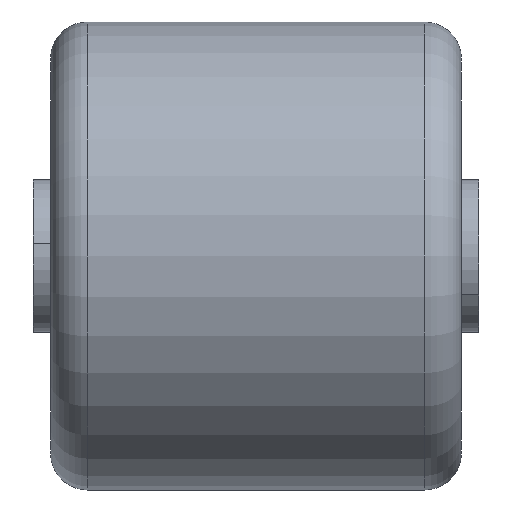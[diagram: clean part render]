
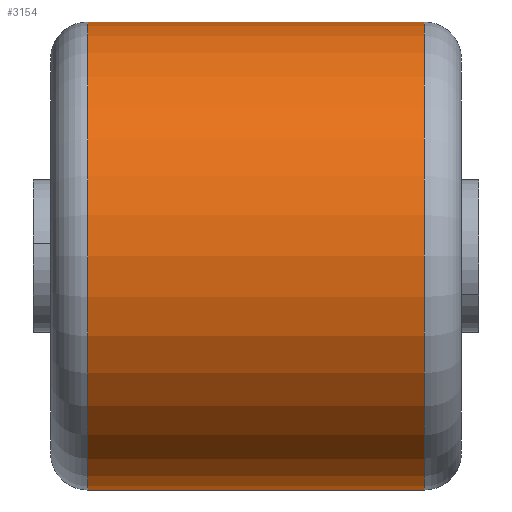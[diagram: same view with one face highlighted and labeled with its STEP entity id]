
A CAD part, front view. The second image highlights one B-rep face of the part: STEP entity #3154.
In plain terms, the highlighted cylindrical face has radius 41 mm (diameter 82 mm), a partial arc.
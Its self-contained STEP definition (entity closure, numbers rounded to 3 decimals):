
#97 = LINE ( 'NONE', #996, #3094 ) ;
#187 = CARTESIAN_POINT ( 'NONE',  ( -29.5, 0., 222.542 ) ) ;
#231 = CYLINDRICAL_SURFACE ( 'NONE', #2455, 41. ) ;
#570 = VERTEX_POINT ( 'NONE', #3166 ) ;
#662 = VERTEX_POINT ( 'NONE', #838 ) ;
#665 = DIRECTION ( 'NONE',  ( -1., 0., 0. ) ) ;
#838 = CARTESIAN_POINT ( 'NONE',  ( 29.5, 0., 140.542 ) ) ;
#865 = EDGE_CURVE ( 'NONE', #1334, #570, #2326, .T. ) ;
#947 = DIRECTION ( 'NONE',  ( 0., 0., 1. ) ) ;
#984 = VERTEX_POINT ( 'NONE', #2950 ) ;
#996 = CARTESIAN_POINT ( 'NONE',  ( -57.637, 0., 140.542 ) ) ;
#1088 = FACE_OUTER_BOUND ( 'NONE', #2901, .T. ) ;
#1175 = CARTESIAN_POINT ( 'NONE',  ( -57.637, 0., 181.542 ) ) ;
#1334 = VERTEX_POINT ( 'NONE', #187 ) ;
#1422 = VECTOR ( 'NONE', #665, 1000. ) ;
#1460 = CIRCLE ( 'NONE', #2219, 41. ) ;
#1541 = EDGE_CURVE ( 'NONE', #984, #1334, #2064, .T. ) ;
#1712 = ORIENTED_EDGE ( 'NONE', *, *, #3042, .T. ) ;
#1744 = DIRECTION ( 'NONE',  ( 0., 0., -1. ) ) ;
#1753 = ORIENTED_EDGE ( 'NONE', *, *, #865, .T. ) ;
#1991 = DIRECTION ( 'NONE',  ( -1., 0., 0. ) ) ;
#2064 = LINE ( 'NONE', #2319, #1422 ) ;
#2108 = DIRECTION ( 'NONE',  ( -1., 0., 0. ) ) ;
#2219 = AXIS2_PLACEMENT_3D ( 'NONE', #2613, #2108, #947 ) ;
#2319 = CARTESIAN_POINT ( 'NONE',  ( -57.637, 0., 222.542 ) ) ;
#2326 = CIRCLE ( 'NONE', #2973, 41. ) ;
#2455 = AXIS2_PLACEMENT_3D ( 'NONE', #1175, #1991, #2829 ) ;
#2613 = CARTESIAN_POINT ( 'NONE',  ( 29.5, 0., 181.542 ) ) ;
#2636 = ORIENTED_EDGE ( 'NONE', *, *, #1541, .T. ) ;
#2829 = DIRECTION ( 'NONE',  ( 0., 0., 1. ) ) ;
#2869 = ORIENTED_EDGE ( 'NONE', *, *, #3074, .F. ) ;
#2901 = EDGE_LOOP ( 'NONE', ( #2869, #1712, #2636, #1753 ) ) ;
#2950 = CARTESIAN_POINT ( 'NONE',  ( 29.5, 0., 222.542 ) ) ;
#2973 = AXIS2_PLACEMENT_3D ( 'NONE', #3392, #3428, #1744 ) ;
#3042 = EDGE_CURVE ( 'NONE', #662, #984, #1460, .T. ) ;
#3074 = EDGE_CURVE ( 'NONE', #662, #570, #97, .T. ) ;
#3094 = VECTOR ( 'NONE', #3467, 1000. ) ;
#3154 = ADVANCED_FACE ( 'NONE', ( #1088 ), #231, .T. ) ;
#3166 = CARTESIAN_POINT ( 'NONE',  ( -29.5, 0., 140.542 ) ) ;
#3392 = CARTESIAN_POINT ( 'NONE',  ( -29.5, 0., 181.542 ) ) ;
#3428 = DIRECTION ( 'NONE',  ( 1., 0., 0. ) ) ;
#3467 = DIRECTION ( 'NONE',  ( -1., 0., 0. ) ) ;
